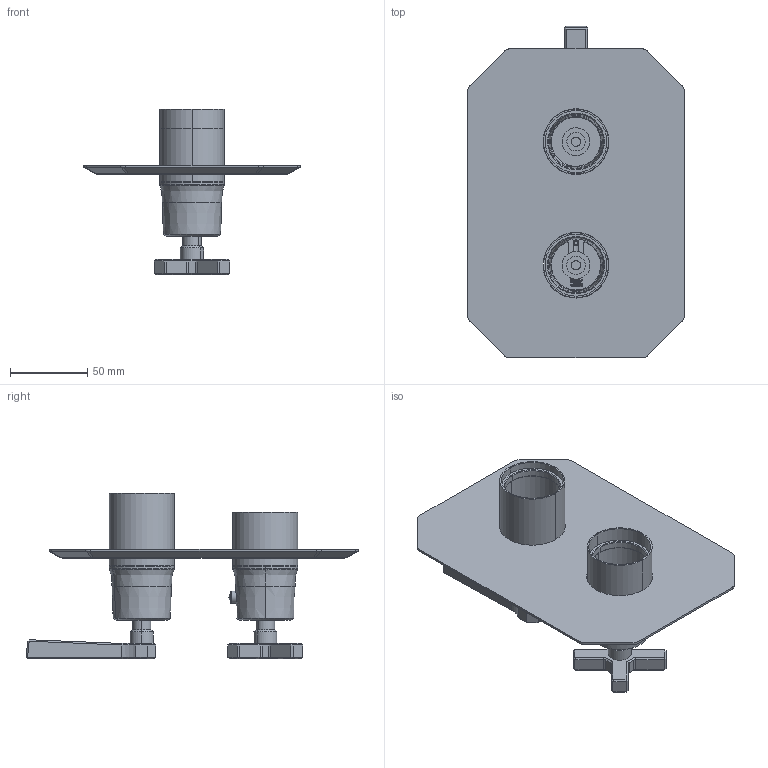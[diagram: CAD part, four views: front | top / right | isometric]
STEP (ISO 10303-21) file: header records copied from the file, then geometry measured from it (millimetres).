
FILE_DESCRIPTION (( 'STEP AP214' ), '1' );
FILE_NAME ('CR020_STEP_V10123.STEP', '2023-06-21T08:54:43', ( '' ), ( '' ), 'SwSTEP 2.0', 'SolidWorks 2019', '' );
FILE_SCHEMA (( 'AUTOMOTIVE_DESIGN' ));
Length unit declared in the file: millimetre
Products named in the file (1): CR020_STEP_V10123
Bounding box: 140 x 214.9 x 107.3 mm (x, y, z)
Volume: 207996.6 mm3; surface area: 108114.3 mm2
Topology: 10 solids, 10 shells, 449 faces, 1079 edges, 664 vertices
Faces by surface type: cylinder 189, plane 166, cone 52, bspline 30, sphere 10, torus 2
Entity records: 31867 total; most frequent: CARTESIAN_POINT 17466, ORIENTED_EDGE 2158, DIRECTION 1869, EDGE_CURVE 1079, AXIS2_PLACEMENT_3D 666, VERTEX_POINT 664, LINE 537, VECTOR 537
